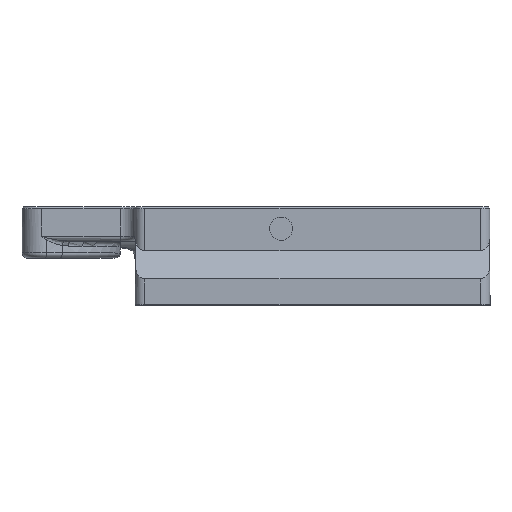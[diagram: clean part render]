
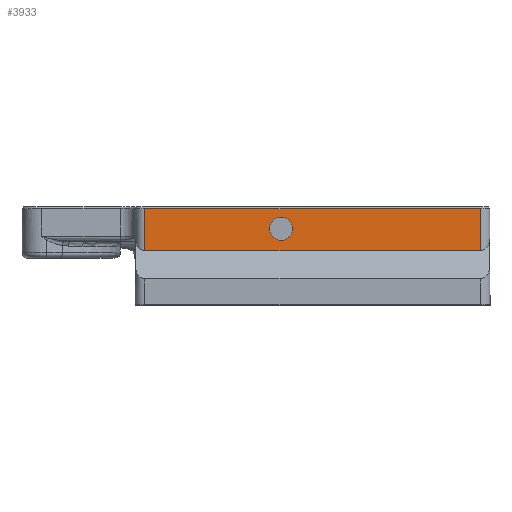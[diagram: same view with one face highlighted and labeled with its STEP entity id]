
A CAD part, top view. The second image highlights one B-rep face of the part: STEP entity #3933.
In plain terms, the highlighted planar face has unit normal (0, 0, 1).
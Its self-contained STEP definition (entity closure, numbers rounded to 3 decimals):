
#108=FACE_BOUND('',#593,.T.);
#235=PLANE('',#4196);
#362=FACE_OUTER_BOUND('',#592,.T.);
#592=EDGE_LOOP('',(#2751,#2752,#2753,#2754));
#593=EDGE_LOOP('',(#2755));
#835=CIRCLE('',#4197,2.35);
#992=LINE('',#5787,#1345);
#1009=LINE('',#5841,#1362);
#1011=LINE('',#5847,#1364);
#1012=LINE('',#5848,#1365);
#1345=VECTOR('',#4614,10.);
#1362=VECTOR('',#4671,10.);
#1364=VECTOR('',#4677,10.);
#1365=VECTOR('',#4678,10.);
#1697=VERTEX_POINT('',#5777);
#1699=VERTEX_POINT('',#5783);
#1717=VERTEX_POINT('',#5840);
#1719=VERTEX_POINT('',#5846);
#1720=VERTEX_POINT('',#5849);
#2092=EDGE_CURVE('',#1697,#1699,#992,.T.);
#2119=EDGE_CURVE('',#1699,#1717,#1009,.T.);
#2122=EDGE_CURVE('',#1719,#1697,#1011,.T.);
#2123=EDGE_CURVE('',#1719,#1717,#1012,.T.);
#2124=EDGE_CURVE('',#1720,#1720,#835,.T.);
#2751=ORIENTED_EDGE('',*,*,#2092,.F.);
#2752=ORIENTED_EDGE('',*,*,#2122,.F.);
#2753=ORIENTED_EDGE('',*,*,#2123,.T.);
#2754=ORIENTED_EDGE('',*,*,#2119,.F.);
#2755=ORIENTED_EDGE('',*,*,#2124,.T.);
#3933=ADVANCED_FACE('',(#362,#108),#235,.T.);
#4196=AXIS2_PLACEMENT_3D('',#5845,#4675,#4676);
#4197=AXIS2_PLACEMENT_3D('',#5850,#4679,#4680);
#4614=DIRECTION('',(1.,0.,0.));
#4671=DIRECTION('',(0.,-1.,0.));
#4675=DIRECTION('center_axis',(0.,0.,
1.));
#4676=DIRECTION('ref_axis',(0.,1.,0.));
#4677=DIRECTION('',(0.,1.,0.));
#4678=DIRECTION('',(1.,0.,0.));
#4679=DIRECTION('center_axis',(0.,0.,
-1.));
#4680=DIRECTION('ref_axis',(-1.,0.,0.));
#5777=CARTESIAN_POINT('',(14.8,-18.4,120.096));
#5783=CARTESIAN_POINT('',(83.,-18.4,120.096));
#5787=CARTESIAN_POINT('',(47.25,-18.4,120.096));
#5840=CARTESIAN_POINT('',(83.,-27.,120.096));
#5841=CARTESIAN_POINT('',(83.,-32.5,120.096));
#5845=CARTESIAN_POINT('Origin',(67.5,-27.,120.096));
#5846=CARTESIAN_POINT('',(14.8,-27.,120.096));
#5847=CARTESIAN_POINT('',(14.8,-22.5,120.096));
#5848=CARTESIAN_POINT('',(67.5,-27.,120.096));
#5849=CARTESIAN_POINT('',(44.85,-22.5,120.096));
#5850=CARTESIAN_POINT('Origin',(42.5,-22.5,120.096));
